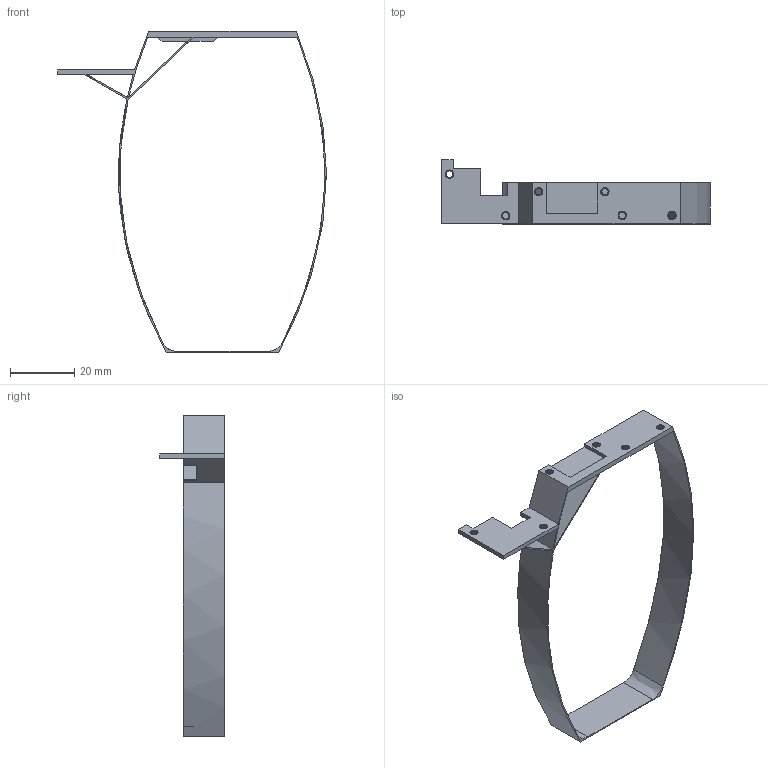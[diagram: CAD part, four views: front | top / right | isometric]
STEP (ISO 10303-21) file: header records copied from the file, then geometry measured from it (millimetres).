
FILE_DESCRIPTION(/* description */ (''),/* implementation_level */ '2;1');
FILE_NAME(/* name */ 'sensor_riser v4.step',/* time_stamp */ '2021-04-29T00:25:37-04:00',/* author */ (''),/* organization */ (''),/* preprocessor_version */ 'ST-DEVELOPER v18.1',/* originating_system */ 'Autodesk Translation Framework v10.6.0.1341',/* authorisation */ '');
FILE_SCHEMA (('AUTOMOTIVE_DESIGN { 1 0 10303 214 3 1 1 }'));
Length unit declared in the file: millimetre
Products named in the file (1): sensor_riser
Bounding box: 83.76 x 20 x 100 mm (x, y, z)
Volume: 2966.2 mm3; surface area: 9571 mm2
Topology: 1 solids, 1 shells, 112 faces, 337 edges, 224 vertices
Faces by surface type: cylinder 56, plane 35, bspline 21
Full cylindrical faces by diameter (mm): 2.075 x10, 2.58 x4
Entity records: 8245 total; most frequent: CARTESIAN_POINT 5536, ORIENTED_EDGE 674, DIRECTION 375, EDGE_CURVE 337, VERTEX_POINT 224, B_SPLINE_CURVE_WITH_KNOTS 162, LINE 143, VECTOR 143
